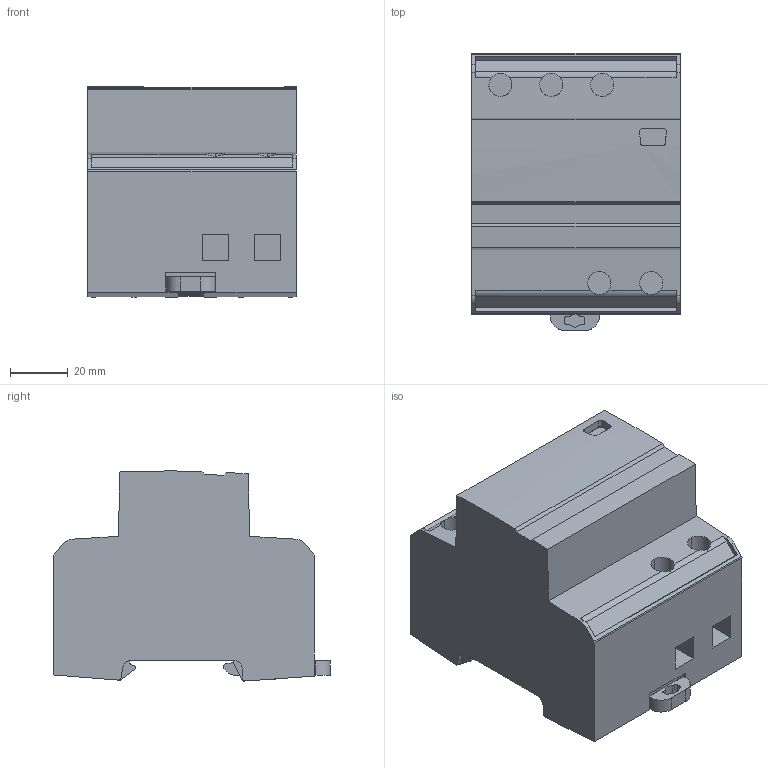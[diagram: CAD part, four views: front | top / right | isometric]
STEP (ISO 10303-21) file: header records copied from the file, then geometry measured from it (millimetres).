
FILE_DESCRIPTION(('CATIA V5 STEP Exchange','CAx-IF Rec.Pracs.--- Model Styling and Organization---1.4--- 2014-01-23'),'2;1');
FILE_NAME ('D1599890_0', '2024-01-25T10:30:16+00:00', ('none'), ('Weidmueller'), 'CATIA Version 5-6 Release 2016 SP3 HF44', 'CATIA V5 STEP AP214', 'none');
FILE_SCHEMA(('AUTOMOTIVE_DESIGN { 1 0 10303 214 1 1 1 1 }'));
Length unit declared in the file: millimetre
Products named in the file (1): S3D_VPU_AC_I_3_255_12-5_LCF_MB
Bounding box: 72 x 95.5 x 72.49 mm (x, y, z)
Volume: 355399.2 mm3; surface area: 40127.6 mm2
Topology: 3 solids, 3 shells, 267 faces, 790 edges, 540 vertices
Faces by surface type: plane 162, cylinder 85, extrusion 20
Entity records: 9083 total; most frequent: CARTESIAN_POINT 2130, ORIENTED_EDGE 1580, DIRECTION 1034, EDGE_CURVE 790, VECTOR 563, LINE 543, VERTEX_POINT 540, AXIS2_PLACEMENT_3D 319
